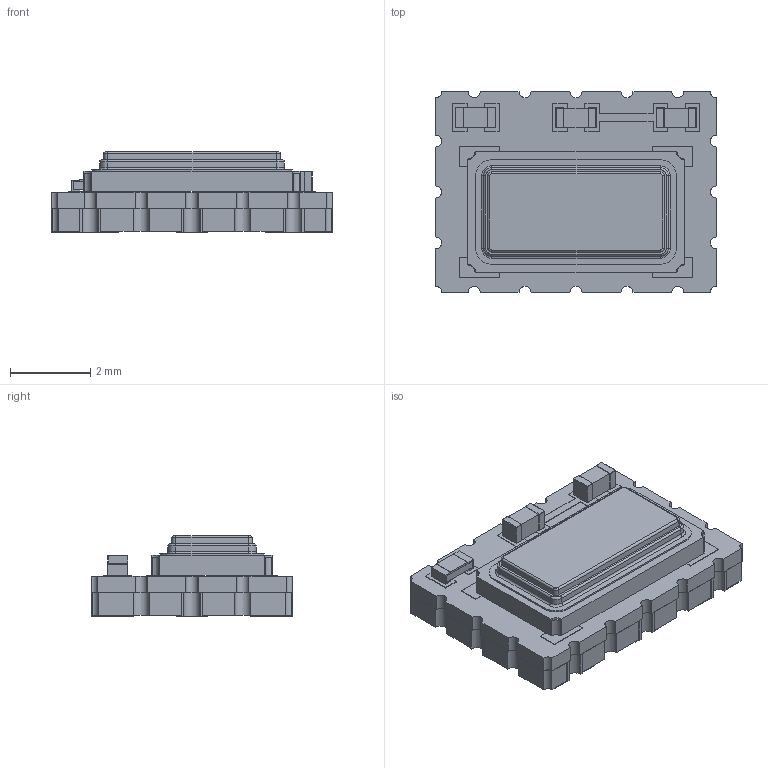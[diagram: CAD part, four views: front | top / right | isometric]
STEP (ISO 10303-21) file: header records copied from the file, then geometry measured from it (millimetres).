
FILE_DESCRIPTION (( 'STEP AP214' ), '1' );
FILE_NAME ('User Library-CFPT-126_v14.STEP', '2016-04-19T12:26:03', ( 'Windows User' ), ( '' ), 'SwSTEP 2.0', 'SolidWorks 2016', '' );
FILE_SCHEMA (( 'AUTOMOTIVE_DESIGN' ));
Length unit declared in the file: millimetre
Products named in the file (1): User Library-CFPT-126_v14
Bounding box: 7 x 5 x 2 mm (x, y, z)
Volume: 46.9 mm3; surface area: 145.7 mm2
Topology: 1 solids, 1 shells, 436 faces, 1169 edges, 714 vertices
Faces by surface type: plane 248, cylinder 144, bspline 40, torus 4
Entity records: 18726 total; most frequent: CARTESIAN_POINT 3122, ORIENTED_EDGE 2282, DIRECTION 2235, EDGE_CURVE 1141, VECTOR 801, LINE 801, AXIS2_PLACEMENT_3D 717, VERTEX_POINT 714
